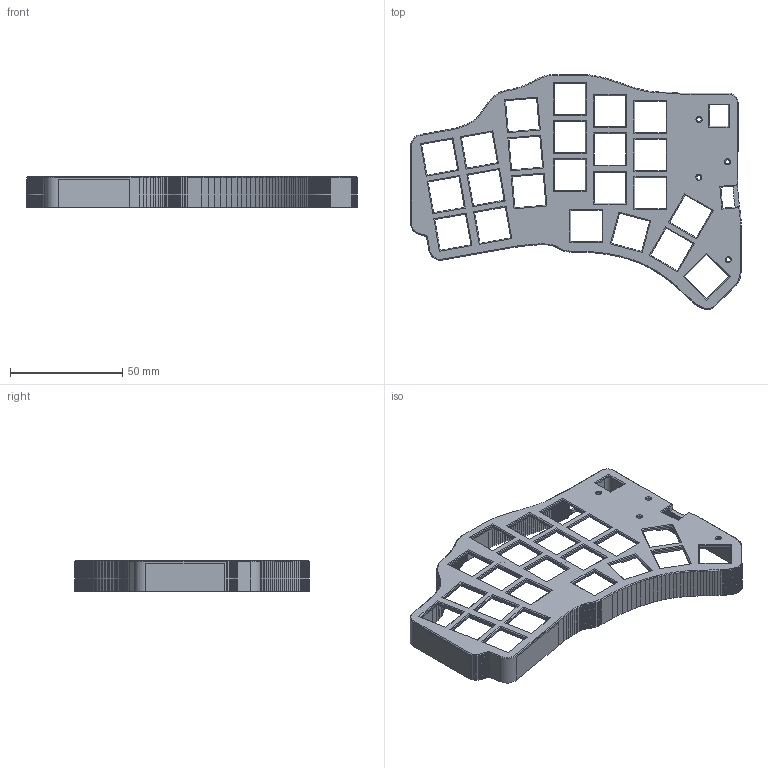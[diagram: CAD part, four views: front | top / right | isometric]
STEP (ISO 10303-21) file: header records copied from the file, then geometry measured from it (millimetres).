
FILE_DESCRIPTION(/* description */ (''),/* implementation_level */ '2;1');
FILE_NAME(/* name */ 'HillSideViewCaseTopRight.step',/* time_stamp */ '2024-08-17T21:16:01-07:00',/* author */ (''),/* organization */ (''),/* preprocessor_version */ 'ST-DEVELOPER v20',/* originating_system */ 'Autodesk Translation Framework v12.14.0.127',/* authorisation */ '');
FILE_SCHEMA (('AUTOMOTIVE_DESIGN { 1 0 10303 214 3 1 1 }'));
Length unit declared in the file: millimetre
Products named in the file (2): HillSideViewCase; HillSideViewCase_1
Assembly tree (1 placements, depth 2):
  HillSideViewCase
    HillSideViewCase_1
Bounding box: 147.29 x 104.67 x 13.73 mm (x, y, z)
Volume: 19849.8 mm3; surface area: 28482.7 mm2
Topology: 1 solids, 1 shells, 1560 faces, 4162 edges, 2627 vertices
Faces by surface type: plane 1512, cylinder 41, cone 7
Full cylindrical faces by diameter (mm): 1.9 x1, 1.93 x5, 5.33 x2
Entity records: 47244 total; most frequent: CARTESIAN_POINT 8363, ORIENTED_EDGE 8328, DIRECTION 7409, EDGE_CURVE 4164, LINE 4043, VECTOR 4043, VERTEX_POINT 2627, AXIS2_PLACEMENT_3D 1683
